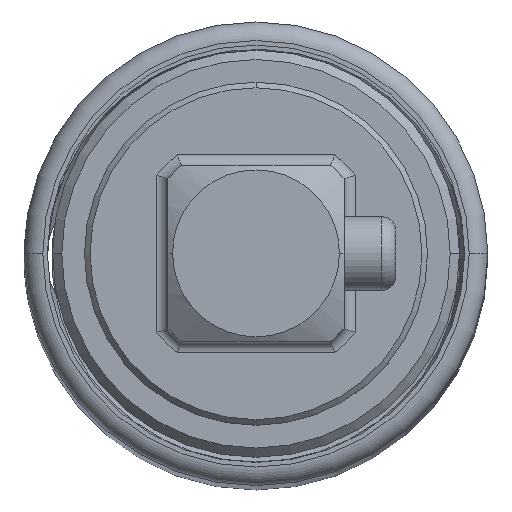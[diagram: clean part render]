
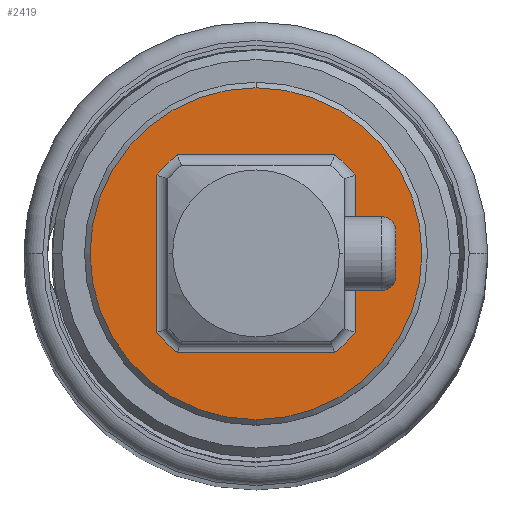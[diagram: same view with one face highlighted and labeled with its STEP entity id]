
A CAD part, top view. The second image highlights one B-rep face of the part: STEP entity #2419.
In plain terms, the highlighted planar face has unit normal (0, 0, 1).
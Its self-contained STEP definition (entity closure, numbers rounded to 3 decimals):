
#1815=CARTESIAN_POINT('',(0.,0.,138.9));
#1816=DIRECTION('',(0.,0.,1.));
#1817=DIRECTION('',(0.784,0.621,0.));
#1818=AXIS2_PLACEMENT_3D('',#1815,#1816,#1817);
#1820=DIRECTION('',(-1.,0.,0.));
#1821=VECTOR('',#1820,8.48);
#1822=CARTESIAN_POINT('',(4.24,5.348,138.9));
#1823=LINE('',#1822,#1821);
#1824=CARTESIAN_POINT('',(0.,0.,138.9));
#1825=DIRECTION('',(0.,0.,1.));
#1826=DIRECTION('',(-0.621,0.784,0.));
#1827=AXIS2_PLACEMENT_3D('',#1824,#1825,#1826);
#1829=DIRECTION('',(0.,-1.,0.));
#1830=VECTOR('',#1829,8.48);
#1831=CARTESIAN_POINT('',(-5.348,4.24,138.9));
#1832=LINE('',#1831,#1830);
#1833=CARTESIAN_POINT('',(0.,0.,138.9));
#1834=DIRECTION('',(0.,0.,1.));
#1835=DIRECTION('',(-0.784,-0.621,0.));
#1836=AXIS2_PLACEMENT_3D('',#1833,#1834,#1835);
#1838=DIRECTION('',(1.,0.,0.));
#1839=VECTOR('',#1838,8.48);
#1840=CARTESIAN_POINT('',(-4.24,-5.348,138.9));
#1841=LINE('',#1840,#1839);
#1842=CARTESIAN_POINT('',(0.,0.,138.9));
#1843=DIRECTION('',(0.,0.,1.));
#1844=DIRECTION('',(0.621,-0.784,0.));
#1845=AXIS2_PLACEMENT_3D('',#1842,#1843,#1844);
#1847=DIRECTION('',(0.,1.,0.));
#1848=VECTOR('',#1847,8.48);
#1849=CARTESIAN_POINT('',(5.348,-4.24,138.9));
#1850=LINE('',#1849,#1848);
#1851=CARTESIAN_POINT('',(0.,0.,138.9));
#1852=DIRECTION('',(0.,0.,1.));
#1853=DIRECTION('',(0.,1.,0.));
#1854=AXIS2_PLACEMENT_3D('',#1851,#1852,#1853);
#1856=CARTESIAN_POINT('',(0.,0.,138.9));
#1857=DIRECTION('',(0.,0.,1.));
#1858=DIRECTION('',(0.,-1.,0.));
#1859=AXIS2_PLACEMENT_3D('',#1856,#1857,#1858);
#1980=CARTESIAN_POINT('',(5.348,4.24,138.9));
#1981=CARTESIAN_POINT('',(4.24,5.348,138.9));
#1982=VERTEX_POINT('',#1980);
#1983=VERTEX_POINT('',#1981);
#1984=CARTESIAN_POINT('',(-4.24,5.348,138.9));
#1985=VERTEX_POINT('',#1984);
#1986=CARTESIAN_POINT('',(-5.348,4.24,138.9));
#1987=VERTEX_POINT('',#1986);
#1988=CARTESIAN_POINT('',(-5.348,-4.24,138.9));
#1989=VERTEX_POINT('',#1988);
#1990=CARTESIAN_POINT('',(-4.24,-5.348,138.9));
#1991=VERTEX_POINT('',#1990);
#1992=CARTESIAN_POINT('',(4.24,-5.348,138.9));
#1993=VERTEX_POINT('',#1992);
#1994=CARTESIAN_POINT('',(5.348,-4.24,138.9));
#1995=VERTEX_POINT('',#1994);
#2008=CARTESIAN_POINT('',(0.,8.95,138.9));
#2009=CARTESIAN_POINT('',(0.,-8.95,138.9));
#2010=VERTEX_POINT('',#2008);
#2011=VERTEX_POINT('',#2009);
#2396=CARTESIAN_POINT('',(0.,0.,138.9));
#2397=DIRECTION('',(0.,0.,1.));
#2398=DIRECTION('',(0.,-1.,0.));
#2399=AXIS2_PLACEMENT_3D('',#2396,#2397,#2398);
#2400=PLANE('',#2399);
#2402=ORIENTED_EDGE('',*,*,#2401,.F.);
#2404=ORIENTED_EDGE('',*,*,#2403,.F.);
#2405=EDGE_LOOP('',(#2402,#2404));
#2406=FACE_OUTER_BOUND('',#2405,.F.);
#2408=ORIENTED_EDGE('',*,*,#2407,.T.);
#2410=ORIENTED_EDGE('',*,*,#2409,.T.);
#2411=ORIENTED_EDGE('',*,*,#2277,.T.);
#2412=ORIENTED_EDGE('',*,*,#2299,.T.);
#2413=ORIENTED_EDGE('',*,*,#2320,.T.);
#2414=ORIENTED_EDGE('',*,*,#2341,.T.);
#2415=ORIENTED_EDGE('',*,*,#2362,.T.);
#2416=ORIENTED_EDGE('',*,*,#2380,.T.);
#2417=EDGE_LOOP('',(#2408,#2410,#2411,#2412,#2413,#2414,#2415,#2416));
#2418=FACE_BOUND('',#2417,.F.);
#2419=ADVANCED_FACE('',(#2406,#2418),#2400,.T.);
#1819=CIRCLE('',#1818,6.825);
#1828=CIRCLE('',#1827,6.825);
#1837=CIRCLE('',#1836,6.825);
#1846=CIRCLE('',#1845,6.825);
#1855=CIRCLE('',#1854,8.95);
#1860=CIRCLE('',#1859,8.95);
#2277=EDGE_CURVE('',#1985,#1987,#1828,.T.);
#2299=EDGE_CURVE('',#1987,#1989,#1832,.T.);
#2320=EDGE_CURVE('',#1989,#1991,#1837,.T.);
#2341=EDGE_CURVE('',#1991,#1993,#1841,.T.);
#2362=EDGE_CURVE('',#1993,#1995,#1846,.T.);
#2380=EDGE_CURVE('',#1995,#1982,#1850,.T.);
#2401=EDGE_CURVE('',#2010,#2011,#1855,.T.);
#2403=EDGE_CURVE('',#2011,#2010,#1860,.T.);
#2407=EDGE_CURVE('',#1982,#1983,#1819,.T.);
#2409=EDGE_CURVE('',#1983,#1985,#1823,.T.);
